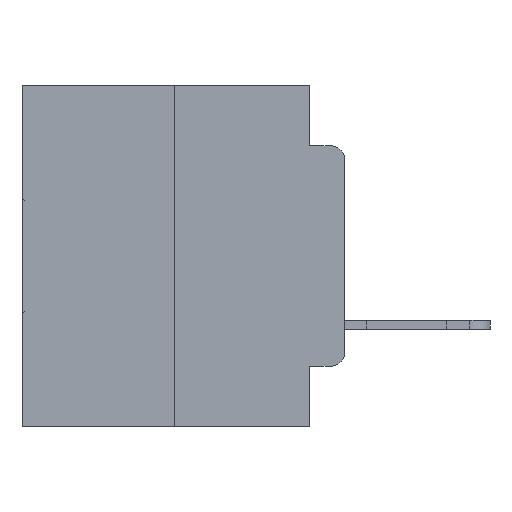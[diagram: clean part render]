
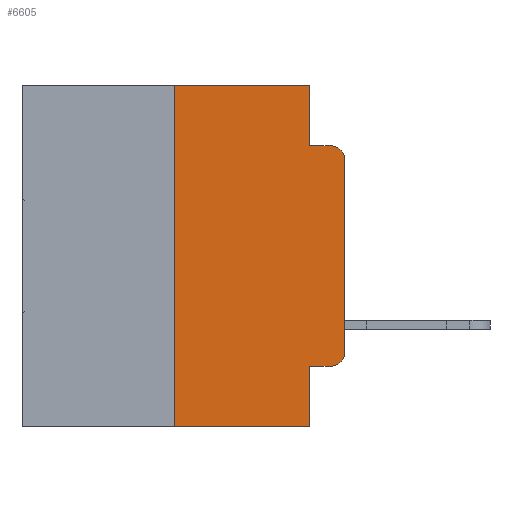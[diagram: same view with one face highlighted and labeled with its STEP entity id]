
A CAD part, left-side view. The second image highlights one B-rep face of the part: STEP entity #6605.
In plain terms, the highlighted planar face has unit normal (-1, 0, 0).
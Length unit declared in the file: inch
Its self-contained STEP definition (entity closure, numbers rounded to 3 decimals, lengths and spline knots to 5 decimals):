
#551 = CARTESIAN_POINT ( 'NONE',  ( 0., 0.051, -0.0885 ) ) ;
#723 = EDGE_CURVE ( 'NONE', #20809, #22001, #18298, .T. ) ;
#725 = EDGE_CURVE ( 'NONE', #22001, #1325, #5180, .T. ) ;
#773 = EDGE_CURVE ( 'NONE', #19000, #1325, #16018, .T. ) ;
#805 = ORIENTED_EDGE ( 'NONE', *, *, #880, .F. ) ;
#815 = EDGE_CURVE ( 'NONE', #23568, #19000, #8826, .T. ) ;
#828 = EDGE_CURVE ( 'NONE', #27303, #20043, #20806, .T. ) ;
#880 = EDGE_CURVE ( 'NONE', #24992, #1427, #18648, .T. ) ;
#904 = ORIENTED_EDGE ( 'NONE', *, *, #916, .T. ) ;
#916 = EDGE_CURVE ( 'NONE', #24992, #21852, #3963, .T. ) ;
#937 = CARTESIAN_POINT ( 'NONE',  ( 0., 0., -0.3915 ) ) ;
#1020 = EDGE_CURVE ( 'NONE', #21852, #20809, #20419, .T. ) ;
#1061 = ORIENTED_EDGE ( 'NONE', *, *, #1020, .T. ) ;
#1325 = VERTEX_POINT ( 'NONE', #3910 ) ;
#1427 = VERTEX_POINT ( 'NONE', #13744 ) ;
#2757 = VECTOR ( 'NONE', #16228, 39.37008 ) ;
#3910 = CARTESIAN_POINT ( 'NONE',  ( 0., 0.02, -0.0885 ) ) ;
#3963 = LINE ( 'NONE', #29416, #4753 ) ;
#4136 = LINE ( 'NONE', #22307, #12451 ) ;
#4753 = VECTOR ( 'NONE', #5195, 39.37008 ) ;
#5096 = CARTESIAN_POINT ( 'NONE',  ( 0., 0.051, -0.4115 ) ) ;
#5180 = CIRCLE ( 'NONE', #10444, 0.02 ) ;
#5195 = DIRECTION ( 'NONE',  ( 0., -1., 0. ) ) ;
#5289 = DIRECTION ( 'NONE',  ( 0., -1., 0. ) ) ;
#6511 = CARTESIAN_POINT ( 'NONE',  ( 0., 0.25, 0. ) ) ;
#6605 = ADVANCED_FACE ( 'NONE', ( #9616 ), #27669, .F. ) ;
#6624 = VECTOR ( 'NONE', #25286, 39.37008 ) ;
#7425 = LINE ( 'NONE', #20873, #6624 ) ;
#8826 = LINE ( 'NONE', #27121, #20063 ) ;
#9324 = DIRECTION ( 'NONE',  ( 0., 0., -1. ) ) ;
#9616 = FACE_OUTER_BOUND ( 'NONE', #11134, .T. ) ;
#9838 = AXIS2_PLACEMENT_3D ( 'NONE', #18400, #18060, #19638 ) ;
#10444 = AXIS2_PLACEMENT_3D ( 'NONE', #19296, #21797, #12713 ) ;
#10840 = CARTESIAN_POINT ( 'NONE',  ( 0., 0.051, 0. ) ) ;
#11134 = EDGE_LOOP ( 'NONE', ( #14035, #14067, #14099, #18588, #19032, #23076, #24718, #805, #904, #1061 ) ) ;
#11529 = VECTOR ( 'NONE', #9324, 39.37008 ) ;
#12451 = VECTOR ( 'NONE', #5289, 39.37008 ) ;
#12713 = DIRECTION ( 'NONE',  ( 0., 0., -1. ) ) ;
#13744 = CARTESIAN_POINT ( 'NONE',  ( 0., 0.051, -0.5 ) ) ;
#13807 = VECTOR ( 'NONE', #29094, 39.37008 ) ;
#14035 = ORIENTED_EDGE ( 'NONE', *, *, #723, .T. ) ;
#14067 = ORIENTED_EDGE ( 'NONE', *, *, #725, .T. ) ;
#14099 = ORIENTED_EDGE ( 'NONE', *, *, #773, .F. ) ;
#15246 = AXIS2_PLACEMENT_3D ( 'NONE', #22564, #21475, #29032 ) ;
#15501 = CARTESIAN_POINT ( 'NONE',  ( 0., 0.051, 0. ) ) ;
#15902 = CARTESIAN_POINT ( 'NONE',  ( 0., 0., -0.1085 ) ) ;
#16018 = LINE ( 'NONE', #551, #2757 ) ;
#16228 = DIRECTION ( 'NONE',  ( 0., -1., 0. ) ) ;
#17320 = CARTESIAN_POINT ( 'NONE',  ( 0., 0.25, -0.5 ) ) ;
#17447 = CARTESIAN_POINT ( 'NONE',  ( 0., 0.051, -0.0885 ) ) ;
#17547 = VECTOR ( 'NONE', #28260, 39.37008 ) ;
#18060 = DIRECTION ( 'NONE',  ( -1., 0., 0. ) ) ;
#18298 = LINE ( 'NONE', #28375, #17547 ) ;
#18400 = CARTESIAN_POINT ( 'NONE',  ( 0., 0.02, -0.3915 ) ) ;
#18588 = ORIENTED_EDGE ( 'NONE', *, *, #815, .F. ) ;
#18648 = LINE ( 'NONE', #15501, #11529 ) ;
#19000 = VERTEX_POINT ( 'NONE', #17447 ) ;
#19032 = ORIENTED_EDGE ( 'NONE', *, *, #23734, .F. ) ;
#19161 = CARTESIAN_POINT ( 'NONE',  ( 0., 0.25, 0. ) ) ;
#19296 = CARTESIAN_POINT ( 'NONE',  ( 0., 0.02, -0.1085 ) ) ;
#19638 = DIRECTION ( 'NONE',  ( 0., 0., -1. ) ) ;
#20043 = VERTEX_POINT ( 'NONE', #6511 ) ;
#20063 = VECTOR ( 'NONE', #20112, 39.37008 ) ;
#20112 = DIRECTION ( 'NONE',  ( 0., 0., -1. ) ) ;
#20419 = CIRCLE ( 'NONE', #9838, 0.02 ) ;
#20806 = LINE ( 'NONE', #19161, #13807 ) ;
#20809 = VERTEX_POINT ( 'NONE', #937 ) ;
#20873 = CARTESIAN_POINT ( 'NONE',  ( 0., 0.473, 0. ) ) ;
#21475 = DIRECTION ( 'NONE',  ( 1., 0., 0. ) ) ;
#21797 = DIRECTION ( 'NONE',  ( -1., 0., 0. ) ) ;
#21852 = VERTEX_POINT ( 'NONE', #28205 ) ;
#22001 = VERTEX_POINT ( 'NONE', #15902 ) ;
#22307 = CARTESIAN_POINT ( 'NONE',  ( 0., 0.473, -0.5 ) ) ;
#22564 = CARTESIAN_POINT ( 'NONE',  ( 0., 0.473, 0. ) ) ;
#23076 = ORIENTED_EDGE ( 'NONE', *, *, #828, .F. ) ;
#23568 = VERTEX_POINT ( 'NONE', #10840 ) ;
#23734 = EDGE_CURVE ( 'NONE', #20043, #23568, #7425, .T. ) ;
#24718 = ORIENTED_EDGE ( 'NONE', *, *, #25734, .T. ) ;
#24992 = VERTEX_POINT ( 'NONE', #5096 ) ;
#25286 = DIRECTION ( 'NONE',  ( 0., -1., 0. ) ) ;
#25734 = EDGE_CURVE ( 'NONE', #27303, #1427, #4136, .T. ) ;
#27121 = CARTESIAN_POINT ( 'NONE',  ( 0., 0.051, 0. ) ) ;
#27303 = VERTEX_POINT ( 'NONE', #17320 ) ;
#27669 = PLANE ( 'NONE',  #15246 ) ;
#28205 = CARTESIAN_POINT ( 'NONE',  ( 0., 0.02, -0.4115 ) ) ;
#28260 = DIRECTION ( 'NONE',  ( 0., 0., 1. ) ) ;
#28375 = CARTESIAN_POINT ( 'NONE',  ( 0., 0., 0. ) ) ;
#29032 = DIRECTION ( 'NONE',  ( 0., 0., -1. ) ) ;
#29094 = DIRECTION ( 'NONE',  ( 0., 0., 1. ) ) ;
#29416 = CARTESIAN_POINT ( 'NONE',  ( 0., 0.051, -0.4115 ) ) ;
